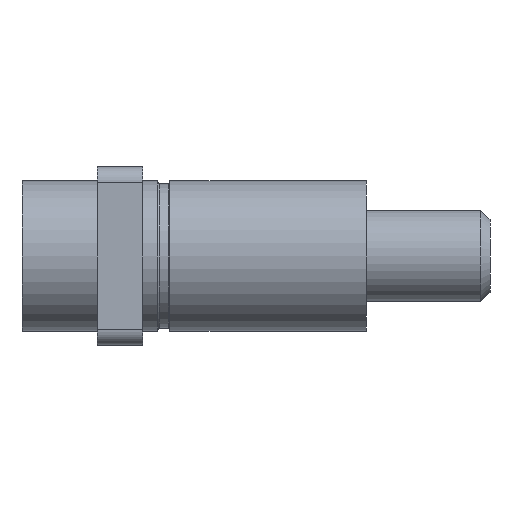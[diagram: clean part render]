
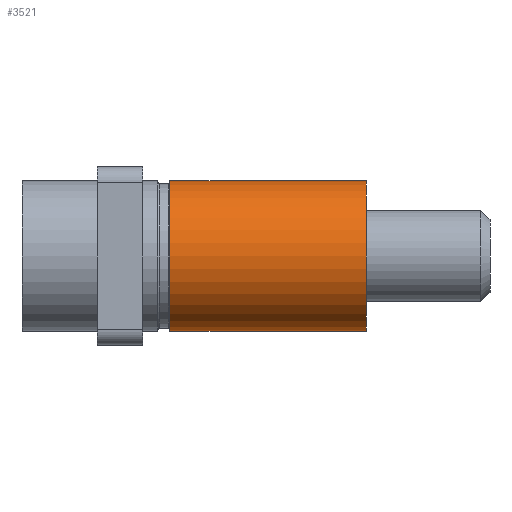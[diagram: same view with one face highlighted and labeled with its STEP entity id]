
A CAD part, left-side view. The second image highlights one B-rep face of the part: STEP entity #3521.
In plain terms, the highlighted cylindrical face has radius 2.5 mm (diameter 5 mm), a partial arc.
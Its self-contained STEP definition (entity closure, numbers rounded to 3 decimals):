
#419 = LINE ( 'NONE', #660, #5709 ) ;
#660 = CARTESIAN_POINT ( 'NONE',  ( -14.332, -8.395, 3.897 ) ) ;
#679 = ORIENTED_EDGE ( 'NONE', *, *, #13360, .T. ) ;
#770 = DIRECTION ( 'NONE',  ( 0., -1., 0. ) ) ;
#1291 = CYLINDRICAL_SURFACE ( 'NONE', #2671, 2.5 ) ;
#1412 = CARTESIAN_POINT ( 'NONE',  ( -14.332, -8.395, 3.897 ) ) ;
#1851 = ORIENTED_EDGE ( 'NONE', *, *, #3942, .F. ) ;
#2671 = AXIS2_PLACEMENT_3D ( 'NONE', #3907, #770, #13408 ) ;
#2722 = CARTESIAN_POINT ( 'NONE',  ( -14.332, -1.895, 3.897 ) ) ;
#2983 = DIRECTION ( 'NONE',  ( 0., -1., 0. ) ) ;
#3521 = ADVANCED_FACE ( 'NONE', ( #7862 ), #1291, .T. ) ;
#3907 = CARTESIAN_POINT ( 'NONE',  ( -14.332, -8.395, 1.397 ) ) ;
#3942 = EDGE_CURVE ( 'NONE', #6644, #8624, #419, .T. ) ;
#4019 = ORIENTED_EDGE ( 'NONE', *, *, #6850, .F. ) ;
#4034 = EDGE_CURVE ( 'NONE', #6644, #13350, #10457, .T. ) ;
#4089 = CARTESIAN_POINT ( 'NONE',  ( -14.332, -8.395, 1.397 ) ) ;
#4953 = CARTESIAN_POINT ( 'NONE',  ( -14.332, -1.895, -1.103 ) ) ;
#5159 = DIRECTION ( 'NONE',  ( 0., 0., -1. ) ) ;
#5709 = VECTOR ( 'NONE', #8018, 1000. ) ;
#6644 = VERTEX_POINT ( 'NONE', #2722 ) ;
#6850 = EDGE_CURVE ( 'NONE', #8624, #12796, #10176, .T. ) ;
#7063 = CARTESIAN_POINT ( 'NONE',  ( -14.332, -8.395, -1.103 ) ) ;
#7077 = CARTESIAN_POINT ( 'NONE',  ( -14.332, -8.395, -1.103 ) ) ;
#7862 = FACE_OUTER_BOUND ( 'NONE', #8040, .T. ) ;
#8018 = DIRECTION ( 'NONE',  ( 0., -1., 0. ) ) ;
#8040 = EDGE_LOOP ( 'NONE', ( #1851, #8168, #679, #4019 ) ) ;
#8106 = DIRECTION ( 'NONE',  ( 0., -1., 0. ) ) ;
#8168 = ORIENTED_EDGE ( 'NONE', *, *, #4034, .T. ) ;
#8357 = LINE ( 'NONE', #7063, #10801 ) ;
#8624 = VERTEX_POINT ( 'NONE', #1412 ) ;
#8651 = AXIS2_PLACEMENT_3D ( 'NONE', #9253, #2983, #10314 ) ;
#9253 = CARTESIAN_POINT ( 'NONE',  ( -14.332, -1.895, 1.397 ) ) ;
#9339 = AXIS2_PLACEMENT_3D ( 'NONE', #4089, #11419, #5159 ) ;
#10176 = CIRCLE ( 'NONE', #9339, 2.5 ) ;
#10314 = DIRECTION ( 'NONE',  ( 0., 0., -1. ) ) ;
#10457 = CIRCLE ( 'NONE', #8651, 2.5 ) ;
#10801 = VECTOR ( 'NONE', #8106, 1000. ) ;
#11419 = DIRECTION ( 'NONE',  ( 0., -1., 0. ) ) ;
#12796 = VERTEX_POINT ( 'NONE', #7077 ) ;
#13350 = VERTEX_POINT ( 'NONE', #4953 ) ;
#13360 = EDGE_CURVE ( 'NONE', #13350, #12796, #8357, .T. ) ;
#13408 = DIRECTION ( 'NONE',  ( 0., 0., -1. ) ) ;
